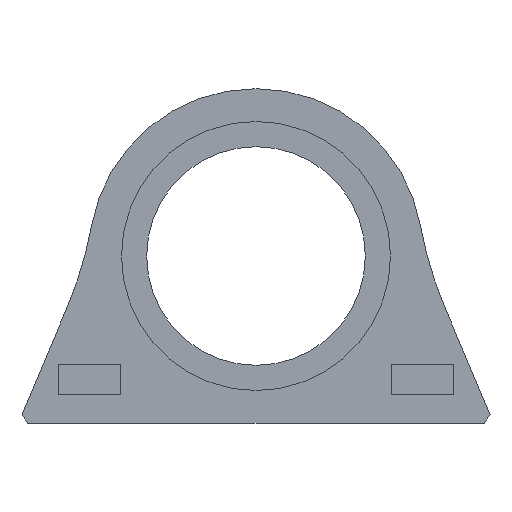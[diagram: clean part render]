
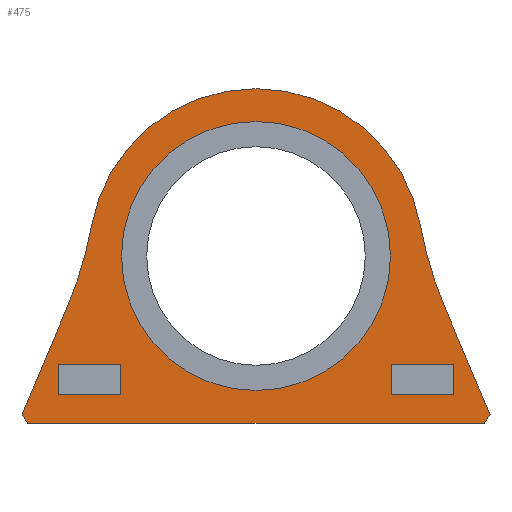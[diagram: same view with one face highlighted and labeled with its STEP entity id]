
A CAD part, front view. The second image highlights one B-rep face of the part: STEP entity #475.
In plain terms, the highlighted planar face has unit normal (0, -1, 0).
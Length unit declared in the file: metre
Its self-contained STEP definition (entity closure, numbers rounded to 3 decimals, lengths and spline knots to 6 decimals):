
#14=LINE('',#702,#56);
#20=LINE('',#720,#62);
#24=LINE('',#729,#66);
#30=LINE('',#746,#72);
#34=LINE('',#756,#76);
#37=LINE('',#762,#79);
#40=LINE('',#769,#82);
#44=LINE('',#779,#86);
#47=LINE('',#785,#89);
#49=LINE('',#793,#91);
#51=LINE('',#798,#93);
#52=LINE('',#800,#94);
#53=LINE('',#803,#95);
#56=VECTOR('',#566,1.);
#62=VECTOR('',#578,1.);
#66=VECTOR('',#584,1.);
#72=VECTOR('',#602,1.);
#76=VECTOR('',#610,1.);
#79=VECTOR('',#615,1.);
#82=VECTOR('',#620,1.);
#86=VECTOR('',#628,1.);
#89=VECTOR('',#633,1.);
#91=VECTOR('',#643,1.);
#93=VECTOR('',#649,1.);
#94=VECTOR('',#652,1.);
#95=VECTOR('',#657,1.);
#174=ORIENTED_EDGE('',*,*,#263,.F.);
#175=ORIENTED_EDGE('',*,*,#268,.T.);
#176=ORIENTED_EDGE('',*,*,#271,.T.);
#177=ORIENTED_EDGE('',*,*,#275,.F.);
#178=ORIENTED_EDGE('',*,*,#239,.T.);
#179=ORIENTED_EDGE('',*,*,#279,.T.);
#180=ORIENTED_EDGE('',*,*,#243,.F.);
#181=ORIENTED_EDGE('',*,*,#280,.T.);
#182=ORIENTED_EDGE('',*,*,#227,.T.);
#183=ORIENTED_EDGE('',*,*,#281,.T.);
#184=ORIENTED_EDGE('',*,*,#231,.T.);
#185=ORIENTED_EDGE('',*,*,#282,.T.);
#186=ORIENTED_EDGE('',*,*,#272,.F.);
#187=ORIENTED_EDGE('',*,*,#252,.F.);
#188=ORIENTED_EDGE('',*,*,#257,.T.);
#189=ORIENTED_EDGE('',*,*,#260,.T.);
#190=ORIENTED_EDGE('',*,*,#278,.F.);
#227=EDGE_CURVE('',#287,#288,#331,.T.);
#231=EDGE_CURVE('',#291,#292,#14,.T.);
#239=EDGE_CURVE('',#300,#299,#20,.T.);
#243=EDGE_CURVE('',#303,#304,#24,.T.);
#252=EDGE_CURVE('',#308,#309,#30,.T.);
#257=EDGE_CURVE('',#308,#312,#34,.T.);
#260=EDGE_CURVE('',#312,#314,#37,.T.);
#263=EDGE_CURVE('',#317,#318,#40,.T.);
#268=EDGE_CURVE('',#317,#321,#44,.T.);
#271=EDGE_CURVE('',#321,#323,#47,.T.);
#272=EDGE_CURVE('',#324,#324,#340,.T.);
#275=EDGE_CURVE('',#318,#323,#49,.T.);
#278=EDGE_CURVE('',#309,#314,#51,.T.);
#279=EDGE_CURVE('',#299,#304,#52,.T.);
#280=EDGE_CURVE('',#303,#287,#343,.F.);
#281=EDGE_CURVE('',#288,#291,#344,.F.);
#282=EDGE_CURVE('',#292,#300,#53,.F.);
#287=VERTEX_POINT('',#694);
#288=VERTEX_POINT('',#695);
#291=VERTEX_POINT('',#703);
#292=VERTEX_POINT('',#704);
#299=VERTEX_POINT('',#719);
#300=VERTEX_POINT('',#721);
#303=VERTEX_POINT('',#728);
#304=VERTEX_POINT('',#730);
#308=VERTEX_POINT('',#745);
#309=VERTEX_POINT('',#747);
#312=VERTEX_POINT('',#755);
#314=VERTEX_POINT('',#761);
#317=VERTEX_POINT('',#768);
#318=VERTEX_POINT('',#770);
#321=VERTEX_POINT('',#778);
#323=VERTEX_POINT('',#784);
#324=VERTEX_POINT('',#788);
#331=CIRCLE('',#505,0.0176);
#340=CIRCLE('',#526,0.01415);
#343=CIRCLE('',#532,0.04);
#344=CIRCLE('',#533,0.04);
#373=EDGE_LOOP('',(#174,#175,#176,#177));
#374=EDGE_LOOP('',(#178,#179,#180,#181,#182,#183,#184,#185));
#375=EDGE_LOOP('',(#186));
#376=EDGE_LOOP('',(#187,#188,#189,#190));
#419=FACE_BOUND('',#373,.T.);
#420=FACE_BOUND('',#374,.T.);
#421=FACE_BOUND('',#375,.T.);
#422=FACE_BOUND('',#376,.T.);
#452=PLANE('',#531);
#475=ADVANCED_FACE('',(#419,#420,#421,#422),#452,.T.);
#505=AXIS2_PLACEMENT_3D('',#693,#558,#559);
#526=AXIS2_PLACEMENT_3D('',#787,#636,#637);
#531=AXIS2_PLACEMENT_3D('',#799,#650,#651);
#532=AXIS2_PLACEMENT_3D('',#801,#653,#654);
#533=AXIS2_PLACEMENT_3D('',#802,#655,#656);
#558=DIRECTION('',(0.,-1.,0.));
#559=DIRECTION('',(0.,0.,-1.));
#566=DIRECTION('',(-0.388,0.,-0.922));
#578=DIRECTION('',(1.,0.,0.));
#584=DIRECTION('',(0.388,0.,-0.922));
#602=DIRECTION('',(0.,0.,-1.));
#610=DIRECTION('',(1.,0.,0.));
#615=DIRECTION('',(0.,0.,-1.));
#620=DIRECTION('',(0.,0.,-1.));
#628=DIRECTION('',(1.,0.,0.));
#633=DIRECTION('',(0.,0.,-1.));
#636=DIRECTION('',(0.,-1.,0.));
#637=DIRECTION('',(0.,0.,-1.));
#643=DIRECTION('',(1.,0.,0.));
#649=DIRECTION('',(1.,0.,0.));
#650=DIRECTION('',(0.,-1.,0.));
#651=DIRECTION('',(1.,0.,0.));
#652=DIRECTION('',(0.553,0.,0.833));
#653=DIRECTION('',(0.,-1.,0.));
#654=DIRECTION('',(0.,0.,-1.));
#655=DIRECTION('',(0.,-1.,0.));
#656=DIRECTION('',(0.,0.,-1.));
#657=DIRECTION('',(-0.553,0.,0.833));
#693=CARTESIAN_POINT('',(0.,-0.007,0.));
#694=CARTESIAN_POINT('',(0.017319,-0.007,0.003134));
#695=CARTESIAN_POINT('',(-0.017319,-0.007,0.003134));
#702=CARTESIAN_POINT('',(-0.0213,-0.007,-0.0088));
#703=CARTESIAN_POINT('',(-0.019806,-0.007,-0.005247));
#704=CARTESIAN_POINT('',(-0.024612,-0.007,-0.016678));
#719=CARTESIAN_POINT('',(0.024,-0.007,-0.0176));
#720=CARTESIAN_POINT('',(-0.0125,-0.007,-0.0176));
#721=CARTESIAN_POINT('',(-0.024,-0.007,-0.0176));
#728=CARTESIAN_POINT('',(0.019806,-0.007,-0.005247));
#729=CARTESIAN_POINT('',(0.0213,-0.007,-0.0088));
#730=CARTESIAN_POINT('',(0.024612,-0.007,-0.016678));
#745=CARTESIAN_POINT('',(0.01425,-0.007,-0.0114));
#746=CARTESIAN_POINT('',(0.01425,-0.007,-0.013));
#747=CARTESIAN_POINT('',(0.01425,-0.007,-0.0146));
#755=CARTESIAN_POINT('',(0.02075,-0.007,-0.0114));
#756=CARTESIAN_POINT('',(0.0175,-0.007,-0.0114));
#761=CARTESIAN_POINT('',(0.02075,-0.007,-0.0146));
#762=CARTESIAN_POINT('',(0.02075,-0.007,-0.013));
#768=CARTESIAN_POINT('',(-0.02075,-0.007,-0.0114));
#769=CARTESIAN_POINT('',(-0.02075,-0.007,-0.013));
#770=CARTESIAN_POINT('',(-0.02075,-0.007,-0.0146));
#778=CARTESIAN_POINT('',(-0.01425,-0.007,-0.0114));
#779=CARTESIAN_POINT('',(-0.0175,-0.007,-0.0114));
#784=CARTESIAN_POINT('',(-0.01425,-0.007,-0.0146));
#785=CARTESIAN_POINT('',(-0.01425,-0.007,-0.013));
#787=CARTESIAN_POINT('',(0.,-0.007,0.));
#788=CARTESIAN_POINT('',(0.,-0.007,-0.01415));
#793=CARTESIAN_POINT('',(-0.0175,-0.007,-0.0146));
#798=CARTESIAN_POINT('',(0.0175,-0.007,-0.0146));
#799=CARTESIAN_POINT('',(0.,-0.007,0.));
#800=CARTESIAN_POINT('',(0.024763,-0.007,-0.016451));
#801=CARTESIAN_POINT('',(0.05668,-0.007,0.010256));
#802=CARTESIAN_POINT('',(-0.05668,-0.007,0.010256));
#803=CARTESIAN_POINT('',(-0.024763,-0.007,-0.016451));
